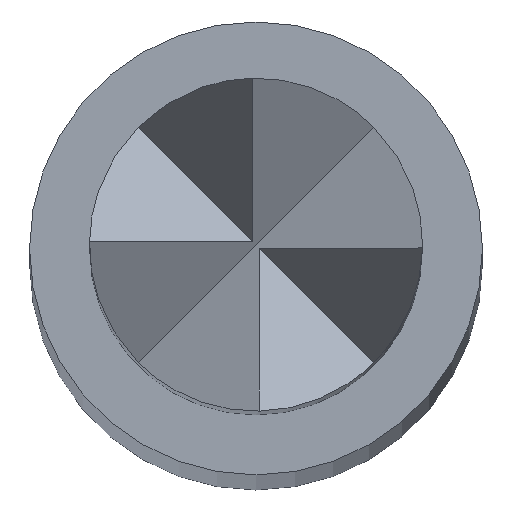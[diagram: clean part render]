
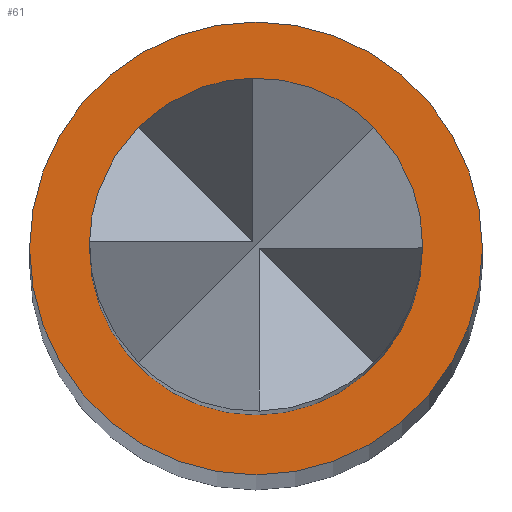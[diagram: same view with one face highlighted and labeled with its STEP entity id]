
A CAD part, top view. The second image highlights one B-rep face of the part: STEP entity #61.
In plain terms, the highlighted planar face has unit normal (0, 0, 1).
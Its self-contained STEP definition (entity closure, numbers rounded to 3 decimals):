
#32 = EDGE_CURVE('',#33,#33,#35,.T.);
#33 = VERTEX_POINT('',#34);
#34 = CARTESIAN_POINT('',(0.34,0.,12.));
#35 = CIRCLE('',#36,0.34);
#36 = AXIS2_PLACEMENT_3D('',#37,#38,#39);
#37 = CARTESIAN_POINT('',(0.,0.,12.));
#38 = DIRECTION('',(0.,0.,1.));
#39 = DIRECTION('',(1.,0.,0.));
#61 = ADVANCED_FACE('',(#62,#65),#76,.T.);
#62 = FACE_BOUND('',#63,.T.);
#63 = EDGE_LOOP('',(#64));
#64 = ORIENTED_EDGE('',*,*,#32,.T.);
#65 = FACE_BOUND('',#66,.T.);
#66 = EDGE_LOOP('',(#67));
#67 = ORIENTED_EDGE('',*,*,#68,.F.);
#68 = EDGE_CURVE('',#69,#69,#71,.T.);
#69 = VERTEX_POINT('',#70);
#70 = CARTESIAN_POINT('',(0.25,0.,12.));
#71 = CIRCLE('',#72,0.25);
#72 = AXIS2_PLACEMENT_3D('',#73,#74,#75);
#73 = CARTESIAN_POINT('',(0.,0.,12.));
#74 = DIRECTION('',(0.,0.,1.));
#75 = DIRECTION('',(1.,0.,0.));
#76 = PLANE('',#77);
#77 = AXIS2_PLACEMENT_3D('',#78,#79,#80);
#78 = CARTESIAN_POINT('',(0.,0.,12.));
#79 = DIRECTION('',(0.,0.,1.));
#80 = DIRECTION('',(1.,0.,0.));
